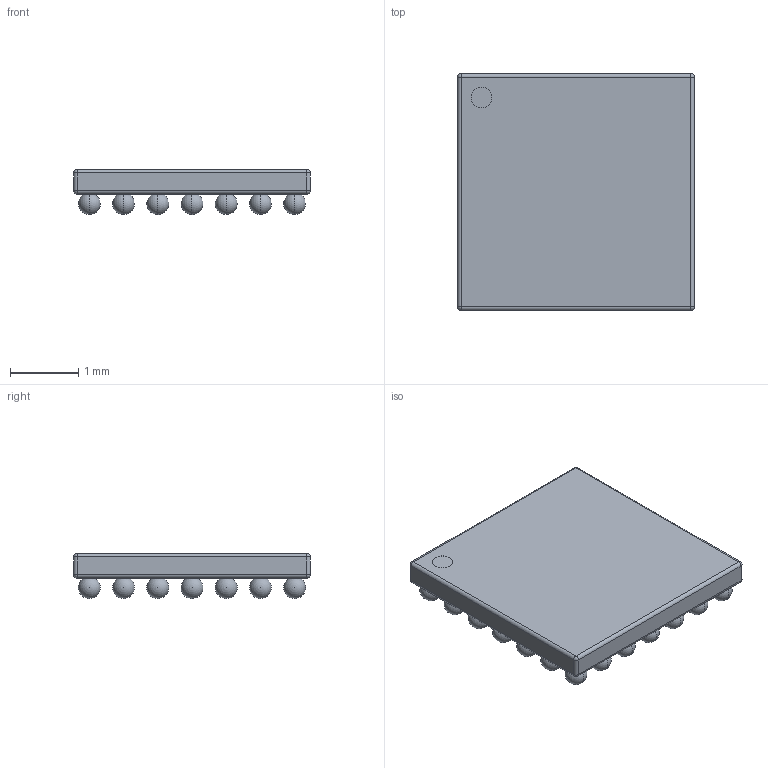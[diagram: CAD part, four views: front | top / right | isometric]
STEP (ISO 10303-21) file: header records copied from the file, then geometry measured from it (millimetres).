
FILE_DESCRIPTION (( 'STEP AP214' ), '1' );
FILE_NAME ('ADV7535BCBZ-RL.STEP', '2025-01-24T03:37:12', ( '' ), ( '' ), 'SwSTEP 2.0', 'SolidWorks 2023', '' );
FILE_SCHEMA (( 'AUTOMOTIVE_DESIGN' ));
Length unit declared in the file: millimetre
Products named in the file (1): ADV7535BCBZ-RL
Bounding box: 3.46 x 3.46 x 0.66 mm (x, y, z)
Volume: 5.1 mm3; surface area: 44.2 mm2
Topology: 51 solids, 51 shells, 131 faces, 411 edges, 277 vertices
Faces by surface type: sphere 106, cylinder 16, plane 9
Entity records: 4668 total; most frequent: DIRECTION 552, CARTESIAN_POINT 420, ORIENTED_EDGE 316, AXIS2_PLACEMENT_3D 262, UNCERTAINTY_MEASURE_WITH_UNIT 183, FILL_AREA_STYLE_COLOUR 182, PRESENTATION_LAYER_ASSIGNMENT 182, FILL_AREA_STYLE 182
